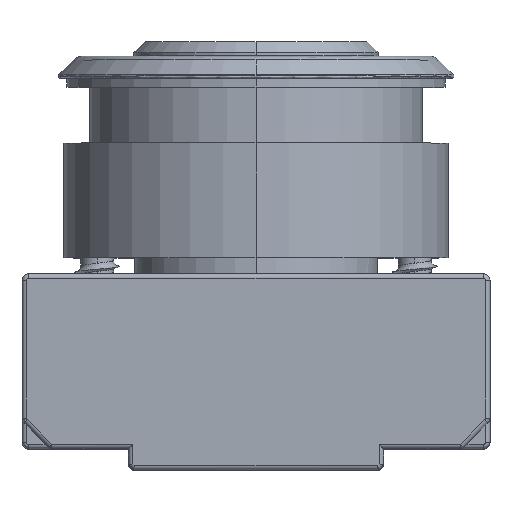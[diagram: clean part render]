
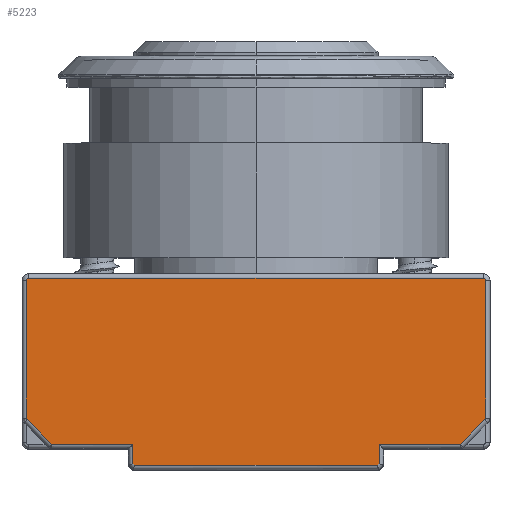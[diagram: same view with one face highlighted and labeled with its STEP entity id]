
A CAD part, top view. The second image highlights one B-rep face of the part: STEP entity #5223.
In plain terms, the highlighted planar face has unit normal (0, 0, 1).
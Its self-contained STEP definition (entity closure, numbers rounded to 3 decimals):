
#1374 = EDGE_CURVE ( 'NONE', #38640, #27504, #52505, .T. ) ;
#1421 = ORIENTED_EDGE ( 'NONE', *, *, #11062, .F. ) ;
#2415 = ORIENTED_EDGE ( 'NONE', *, *, #8564, .T. ) ;
#2792 = CARTESIAN_POINT ( 'NONE',  ( 20.4, -7.75, 14.9 ) ) ;
#3063 = CARTESIAN_POINT ( 'NONE',  ( 0., -7.35, 14.9 ) ) ;
#3594 = VECTOR ( 'NONE', #15549, 1000. ) ;
#3722 = CARTESIAN_POINT ( 'NONE',  ( -18.334, -22.65, 14.9 ) ) ;
#3728 = CARTESIAN_POINT ( 'NONE',  ( -11.05, -24.384, 14.9 ) ) ;
#4636 = AXIS2_PLACEMENT_3D ( 'NONE', #3063, #36063, #57576 ) ;
#4771 = CARTESIAN_POINT ( 'NONE',  ( 20.6, -20.357, 14.9 ) ) ;
#5112 = DIRECTION ( 'NONE',  ( 0., 1., 0. ) ) ;
#5173 = CARTESIAN_POINT ( 'NONE',  ( -20.4, -7.75, 14.9 ) ) ;
#5223 = ADVANCED_FACE ( 'NONE', ( #43863 ), #17921, .T. ) ;
#5336 = EDGE_CURVE ( 'NONE', #27504, #32100, #9883, .T. ) ;
#6662 = CARTESIAN_POINT ( 'NONE',  ( 20.456, -7.75, 14.9 ) ) ;
#7140 = VECTOR ( 'NONE', #16599, 1000. ) ;
#7935 = VECTOR ( 'NONE', #39551, 1000. ) ;
#8564 = EDGE_CURVE ( 'NONE', #26920, #38640, #27577, .T. ) ;
#8587 = DIRECTION ( 'NONE',  ( 0., -1., 0. ) ) ;
#9471 = VERTEX_POINT ( 'NONE', #50634 ) ;
#9846 = ORIENTED_EDGE ( 'NONE', *, *, #35938, .T. ) ;
#9883 = LINE ( 'NONE', #27448, #43615 ) ;
#10371 = LINE ( 'NONE', #28811, #26042 ) ;
#10503 = CARTESIAN_POINT ( 'NONE',  ( 20.541, -20.443, 14.9 ) ) ;
#11007 = EDGE_CURVE ( 'NONE', #27911, #41131, #24945, .T. ) ;
#11062 = EDGE_CURVE ( 'NONE', #26920, #56134, #39228, .T. ) ;
#11555 = DIRECTION ( 'NONE',  ( -1., 0., 0. ) ) ;
#11735 = CARTESIAN_POINT ( 'NONE',  ( -20.541, -20.443, 14.9 ) ) ;
#11968 = CARTESIAN_POINT ( 'NONE',  ( -20.502, -7.77, 14.9 ) ) ;
#12023 = EDGE_CURVE ( 'NONE', #38422, #27911, #44311, .T. ) ;
#12029 = CARTESIAN_POINT ( 'NONE',  ( 20.6, -7.895, 14.9 ) ) ;
#12611 = CARTESIAN_POINT ( 'NONE',  ( -20.6, -20.301, 14.9 ) ) ;
#14226 = EDGE_CURVE ( 'NONE', #26406, #23225, #44034, .T. ) ;
#14531 = EDGE_CURVE ( 'NONE', #9471, #41131, #37414, .T. ) ;
#14811 = CARTESIAN_POINT ( 'NONE',  ( -75.751, -22.65, 14.9 ) ) ;
#15549 = DIRECTION ( 'NONE',  ( 1., 0., 0. ) ) ;
#15849 = EDGE_CURVE ( 'NONE', #32100, #32624, #31248, .T. ) ;
#16176 = ORIENTED_EDGE ( 'NONE', *, *, #14226, .T. ) ;
#16599 = DIRECTION ( 'NONE',  ( 0.707, -0.707, 0. ) ) ;
#16839 = LINE ( 'NONE', #3728, #47436 ) ;
#17064 = CARTESIAN_POINT ( 'NONE',  ( -20.541, -20.443, 14.9 ) ) ;
#17921 = PLANE ( 'NONE',  #4636 ) ;
#18105 = LINE ( 'NONE', #58054, #30507 ) ;
#19157 = CARTESIAN_POINT ( 'NONE',  ( 11.05, -24.384, 14.9 ) ) ;
#20141 = EDGE_LOOP ( 'NONE', ( #58808, #35011, #16176, #51092, #1421, #2415, #46835, #26826, #33273, #21765, #31193, #9846, #47866, #42423, #38041, #36783 ) ) ;
#20642 = CARTESIAN_POINT ( 'NONE',  ( 11.05, -7.35, 14.9 ) ) ;
#20649 = CARTESIAN_POINT ( 'NONE',  ( 20.4, -7.75, 14.9 ) ) ;
#21765 = ORIENTED_EDGE ( 'NONE', *, *, #41321, .F. ) ;
#22323 = CARTESIAN_POINT ( 'NONE',  ( 20.541, -20.443, 14.9 ) ) ;
#23225 = VERTEX_POINT ( 'NONE', #19157 ) ;
#23329 = VECTOR ( 'NONE', #58295, 1000. ) ;
#24945 = LINE ( 'NONE', #52354, #7140 ) ;
#25228 = DIRECTION ( 'NONE',  ( 0., -1., 0. ) ) ;
#26042 = VECTOR ( 'NONE', #25228, 1000. ) ;
#26237 = CARTESIAN_POINT ( 'NONE',  ( -20.6, -7.894, 14.9 ) ) ;
#26246 = VERTEX_POINT ( 'NONE', #48469 ) ;
#26406 = VERTEX_POINT ( 'NONE', #42447 ) ;
#26626 = LINE ( 'NONE', #31698, #54671 ) ;
#26628 = B_SPLINE_CURVE_WITH_KNOTS ( 'NONE', 3,
 ( #26814, #49194, #11968, #48895, #26237, #30112 ),
 .UNSPECIFIED., .F., .F.,
 ( 4, 2, 4 ),
 ( 0., 0.5, 1. ),
 .UNSPECIFIED. ) ;
#26814 = CARTESIAN_POINT ( 'NONE',  ( -20.4, -7.75, 14.9 ) ) ;
#26826 = ORIENTED_EDGE ( 'NONE', *, *, #5336, .T. ) ;
#26920 = VERTEX_POINT ( 'NONE', #39364 ) ;
#27448 = CARTESIAN_POINT ( 'NONE',  ( 20.6, -7.35, 14.9 ) ) ;
#27504 = VERTEX_POINT ( 'NONE', #54184 ) ;
#27577 = LINE ( 'NONE', #49075, #23329 ) ;
#27911 = VERTEX_POINT ( 'NONE', #11735 ) ;
#28811 = CARTESIAN_POINT ( 'NONE',  ( -11.05, -7.35, 14.9 ) ) ;
#29569 = LINE ( 'NONE', #20642, #43023 ) ;
#30102 = VERTEX_POINT ( 'NONE', #5173 ) ;
#30112 = CARTESIAN_POINT ( 'NONE',  ( -20.6, -7.95, 14.9 ) ) ;
#30507 = VECTOR ( 'NONE', #8587, 1000. ) ;
#30887 = CARTESIAN_POINT ( 'NONE',  ( -10.884, -24.55, 14.9 ) ) ;
#31193 = ORIENTED_EDGE ( 'NONE', *, *, #48682, .T. ) ;
#31248 = B_SPLINE_CURVE_WITH_KNOTS ( 'NONE', 3,
 ( #43004, #12029, #44193, #47777, #6662, #20649 ),
 .UNSPECIFIED., .F., .F.,
 ( 4, 2, 4 ),
 ( 0., 0.5, 1. ),
 .UNSPECIFIED. ) ;
#31698 = CARTESIAN_POINT ( 'NONE',  ( 20.418, -7.75, 14.9 ) ) ;
#32100 = VERTEX_POINT ( 'NONE', #53777 ) ;
#32315 = EDGE_CURVE ( 'NONE', #23225, #56134, #29569, .T. ) ;
#32624 = VERTEX_POINT ( 'NONE', #2792 ) ;
#33273 = ORIENTED_EDGE ( 'NONE', *, *, #15849, .T. ) ;
#34403 = DIRECTION ( 'NONE',  ( 0.707, -0.707, 0. ) ) ;
#35011 = ORIENTED_EDGE ( 'NONE', *, *, #53071, .T. ) ;
#35561 = VECTOR ( 'NONE', #57668, 1000. ) ;
#35938 = EDGE_CURVE ( 'NONE', #39197, #38422, #18105, .T. ) ;
#36063 = DIRECTION ( 'NONE',  ( 0., 0., 1. ) ) ;
#36630 = CARTESIAN_POINT ( 'NONE',  ( 20.6, -20.301, 14.9 ) ) ;
#36783 = ORIENTED_EDGE ( 'NONE', *, *, #42769, .T. ) ;
#37414 = LINE ( 'NONE', #14811, #35561 ) ;
#38041 = ORIENTED_EDGE ( 'NONE', *, *, #14531, .F. ) ;
#38161 = LINE ( 'NONE', #56362, #3594 ) ;
#38422 = VERTEX_POINT ( 'NONE', #39728 ) ;
#38640 = VERTEX_POINT ( 'NONE', #10503 ) ;
#39197 = VERTEX_POINT ( 'NONE', #57189 ) ;
#39228 = LINE ( 'NONE', #43421, #43277 ) ;
#39364 = CARTESIAN_POINT ( 'NONE',  ( 18.334, -22.65, 14.9 ) ) ;
#39551 = DIRECTION ( 'NONE',  ( 0.707, 0.707, 0. ) ) ;
#39728 = CARTESIAN_POINT ( 'NONE',  ( -20.6, -20.301, 14.9 ) ) ;
#40515 = CARTESIAN_POINT ( 'NONE',  ( 20.58, -20.404, 14.9 ) ) ;
#41003 = CARTESIAN_POINT ( 'NONE',  ( 11.05, -22.65, 14.9 ) ) ;
#41131 = VERTEX_POINT ( 'NONE', #3722 ) ;
#41321 = EDGE_CURVE ( 'NONE', #30102, #32624, #26626, .T. ) ;
#42423 = ORIENTED_EDGE ( 'NONE', *, *, #11007, .T. ) ;
#42447 = CARTESIAN_POINT ( 'NONE',  ( 10.884, -24.55, 14.9 ) ) ;
#42769 = EDGE_CURVE ( 'NONE', #9471, #26246, #10371, .T. ) ;
#43004 = CARTESIAN_POINT ( 'NONE',  ( 20.6, -7.95, 14.9 ) ) ;
#43023 = VECTOR ( 'NONE', #52522, 1000. ) ;
#43277 = VECTOR ( 'NONE', #11555, 1000. ) ;
#43421 = CARTESIAN_POINT ( 'NONE',  ( -75.751, -22.65, 14.9 ) ) ;
#43615 = VECTOR ( 'NONE', #5112, 1000. ) ;
#43863 = FACE_OUTER_BOUND ( 'NONE', #20141, .T. ) ;
#44034 = LINE ( 'NONE', #57143, #7935 ) ;
#44193 = CARTESIAN_POINT ( 'NONE',  ( 20.58, -7.848, 14.9 ) ) ;
#44311 = B_SPLINE_CURVE_WITH_KNOTS ( 'NONE', 3,
 ( #12611, #49244, #44755, #17064 ),
 .UNSPECIFIED., .F., .F.,
 ( 4, 4 ),
 ( 0., 1. ),
 .UNSPECIFIED. ) ;
#44755 = CARTESIAN_POINT ( 'NONE',  ( -20.58, -20.404, 14.9 ) ) ;
#46835 = ORIENTED_EDGE ( 'NONE', *, *, #1374, .T. ) ;
#47436 = VECTOR ( 'NONE', #34403, 1000. ) ;
#47777 = CARTESIAN_POINT ( 'NONE',  ( 20.503, -7.77, 14.9 ) ) ;
#47866 = ORIENTED_EDGE ( 'NONE', *, *, #12023, .T. ) ;
#48469 = CARTESIAN_POINT ( 'NONE',  ( -11.05, -24.384, 14.9 ) ) ;
#48682 = EDGE_CURVE ( 'NONE', #30102, #39197, #26628, .T. ) ;
#48895 = CARTESIAN_POINT ( 'NONE',  ( -20.58, -7.847, 14.9 ) ) ;
#49075 = CARTESIAN_POINT ( 'NONE',  ( 18.334, -22.65, 14.9 ) ) ;
#49194 = CARTESIAN_POINT ( 'NONE',  ( -20.455, -7.75, 14.9 ) ) ;
#49244 = CARTESIAN_POINT ( 'NONE',  ( -20.6, -20.357, 14.9 ) ) ;
#50634 = CARTESIAN_POINT ( 'NONE',  ( -11.05, -22.65, 14.9 ) ) ;
#51092 = ORIENTED_EDGE ( 'NONE', *, *, #32315, .T. ) ;
#51105 = EDGE_CURVE ( 'NONE', #26246, #58692, #16839, .T. ) ;
#52354 = CARTESIAN_POINT ( 'NONE',  ( -20.541, -20.443, 14.9 ) ) ;
#52505 = B_SPLINE_CURVE_WITH_KNOTS ( 'NONE', 3,
 ( #22323, #40515, #4771, #36630 ),
 .UNSPECIFIED., .F., .F.,
 ( 4, 4 ),
 ( 0., 1. ),
 .UNSPECIFIED. ) ;
#52522 = DIRECTION ( 'NONE',  ( 0., 1., 0. ) ) ;
#53071 = EDGE_CURVE ( 'NONE', #58692, #26406, #38161, .T. ) ;
#53777 = CARTESIAN_POINT ( 'NONE',  ( 20.6, -7.95, 14.9 ) ) ;
#54184 = CARTESIAN_POINT ( 'NONE',  ( 20.6, -20.301, 14.9 ) ) ;
#54671 = VECTOR ( 'NONE', #58833, 1000. ) ;
#56134 = VERTEX_POINT ( 'NONE', #41003 ) ;
#56362 = CARTESIAN_POINT ( 'NONE',  ( 0., -24.55, 14.9 ) ) ;
#57143 = CARTESIAN_POINT ( 'NONE',  ( 10.884, -24.55, 14.9 ) ) ;
#57189 = CARTESIAN_POINT ( 'NONE',  ( -20.6, -7.95, 14.9 ) ) ;
#57576 = DIRECTION ( 'NONE',  ( 1., 0., 0. ) ) ;
#57668 = DIRECTION ( 'NONE',  ( -1., 0., 0. ) ) ;
#58054 = CARTESIAN_POINT ( 'NONE',  ( -20.6, -7.35, 14.9 ) ) ;
#58295 = DIRECTION ( 'NONE',  ( 0.707, 0.707, 0. ) ) ;
#58692 = VERTEX_POINT ( 'NONE', #30887 ) ;
#58808 = ORIENTED_EDGE ( 'NONE', *, *, #51105, .T. ) ;
#58833 = DIRECTION ( 'NONE',  ( 1., 0., 0. ) ) ;
